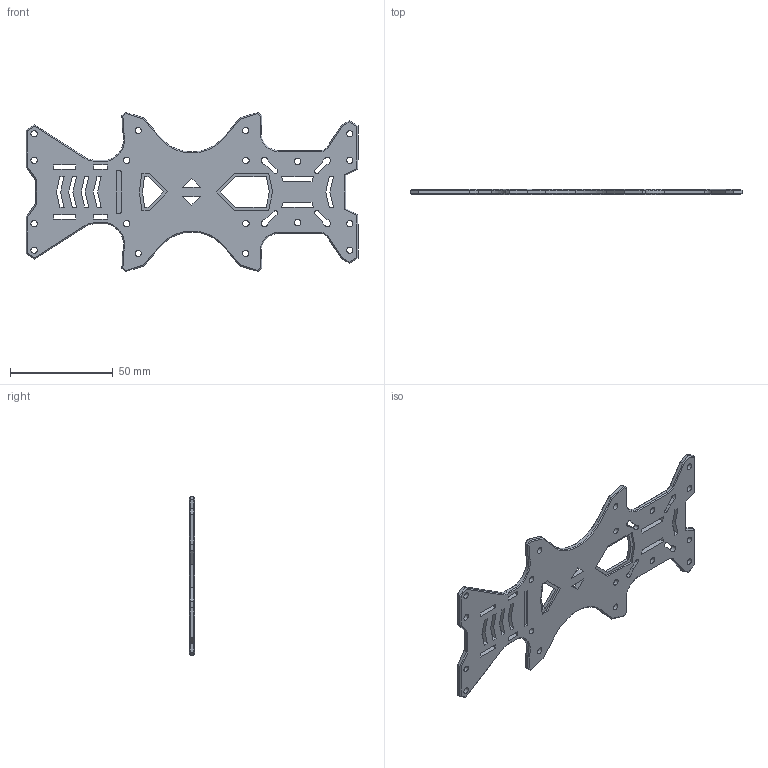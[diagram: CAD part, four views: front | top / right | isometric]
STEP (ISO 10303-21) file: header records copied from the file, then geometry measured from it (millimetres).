
FILE_DESCRIPTION(/* description */ (''),/* implementation_level */ '2;1');
FILE_NAME(/* name */ 'bottom_plate_x1.step',/* time_stamp */ '2023-10-22T22:58:15-03:00',/* author */ (''),/* organization */ (''),/* preprocessor_version */ 'ST-DEVELOPER v20',/* originating_system */ 'Autodesk Translation Framework v12.14.0.127',/* authorisation */ '');
FILE_SCHEMA (('AUTOMOTIVE_DESIGN { 1 0 10303 214 3 1 1 }'));
Length unit declared in the file: millimetre
Products named in the file (1): bottom_plate
Bounding box: 161.28 x 2.5 x 77.27 mm (x, y, z)
Volume: 17249.5 mm3; surface area: 17148.1 mm2
Topology: 1 solids, 1 shells, 454 faces, 1202 edges, 762 vertices
Faces by surface type: plane 292, bspline 96, cylinder 42, cone 24
Full cylindrical faces by diameter (mm): 3.05 x16, 3.1 x2
Entity records: 14892 total; most frequent: CARTESIAN_POINT 4117, ORIENTED_EDGE 2404, DIRECTION 1820, EDGE_CURVE 1202, LINE 886, VECTOR 886, VERTEX_POINT 762, EDGE_LOOP 540
